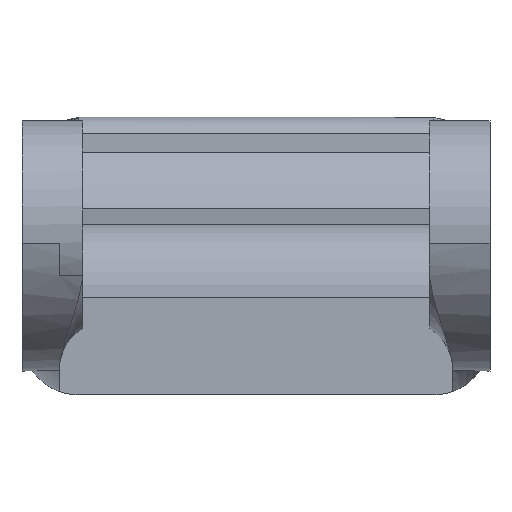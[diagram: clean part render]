
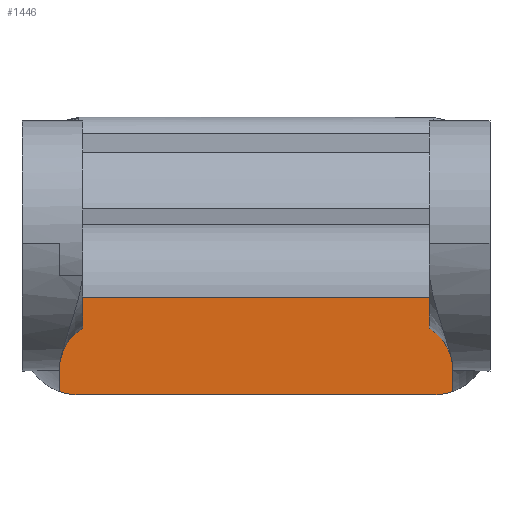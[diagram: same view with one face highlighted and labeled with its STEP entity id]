
A CAD part, front view. The second image highlights one B-rep face of the part: STEP entity #1446.
In plain terms, the highlighted planar face has unit normal (0, -1, 0).
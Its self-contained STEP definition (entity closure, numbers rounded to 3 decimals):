
#56=PLANE('',#1656);
#86=LINE('',#2666,#135);
#92=LINE('',#2728,#141);
#93=LINE('',#2740,#142);
#94=LINE('',#2744,#143);
#135=VECTOR('',#2038,1.);
#141=VECTOR('',#2066,1.);
#142=VECTOR('',#2085,1.);
#143=VECTOR('',#2088,1.);
#278=FACE_OUTER_BOUND('',#384,.T.);
#384=EDGE_LOOP('',(#1213,#1214,#1215,#1216,#1217,#1218));
#539=CIRCLE('',#1657,6.);
#540=CIRCLE('',#1658,6.);
#656=VERTEX_POINT('',#2663);
#657=VERTEX_POINT('',#2665);
#669=VERTEX_POINT('',#2725);
#670=VERTEX_POINT('',#2727);
#673=VERTEX_POINT('',#2741);
#674=VERTEX_POINT('',#2743);
#839=EDGE_CURVE('',#657,#656,#86,.F.);
#856=EDGE_CURVE('',#670,#669,#92,.F.);
#862=EDGE_CURVE('',#669,#657,#93,.T.);
#863=EDGE_CURVE('',#673,#656,#539,.T.);
#864=EDGE_CURVE('',#673,#674,#94,.T.);
#865=EDGE_CURVE('',#674,#670,#540,.T.);
#1213=ORIENTED_EDGE('',*,*,#862,.T.);
#1214=ORIENTED_EDGE('',*,*,#839,.T.);
#1215=ORIENTED_EDGE('',*,*,#863,.F.);
#1216=ORIENTED_EDGE('',*,*,#864,.T.);
#1217=ORIENTED_EDGE('',*,*,#865,.T.);
#1218=ORIENTED_EDGE('',*,*,#856,.T.);
#1446=ADVANCED_FACE('',(#278),#56,.T.);
#1656=AXIS2_PLACEMENT_3D('',#2739,#2083,#2084);
#1657=AXIS2_PLACEMENT_3D('',#2742,#2086,#2087);
#1658=AXIS2_PLACEMENT_3D('',#2745,#2089,#2090);
#2038=DIRECTION('',(0.,0.,1.));
#2066=DIRECTION('',(0.,0.,-1.));
#2083=DIRECTION('center_axis',(0.,-1.,0.));
#2084=DIRECTION('ref_axis',(-1.,0.,0.));
#2085=DIRECTION('',(-1.,0.,0.));
#2086=DIRECTION('center_axis',(0.,1.,0.));
#2087=DIRECTION('ref_axis',(-0.333,0.,-0.943));
#2088=DIRECTION('',(1.,0.,0.));
#2089=DIRECTION('center_axis',(0.,-1.,0.));
#2090=DIRECTION('ref_axis',(0.333,0.,-0.943));
#2663=CARTESIAN_POINT('',(4.,30.,-22.336));
#2665=CARTESIAN_POINT('',(4.,30.,-12.315));
#2666=CARTESIAN_POINT('',(4.,30.,-17.326));
#2725=CARTESIAN_POINT('',(46.,30.,-12.315));
#2727=CARTESIAN_POINT('',(46.,30.,-22.336));
#2728=CARTESIAN_POINT('',(46.,30.,-17.326));
#2739=CARTESIAN_POINT('Origin',(0.,30.,0.));
#2740=CARTESIAN_POINT('',(25.,30.,-12.315));
#2741=CARTESIAN_POINT('',(6.,30.,-22.679));
#2742=CARTESIAN_POINT('Origin',(6.,30.,-16.679));
#2743=CARTESIAN_POINT('',(44.,30.,-22.679));
#2744=CARTESIAN_POINT('',(25.,30.,-22.679));
#2745=CARTESIAN_POINT('Origin',(44.,30.,-16.679));
